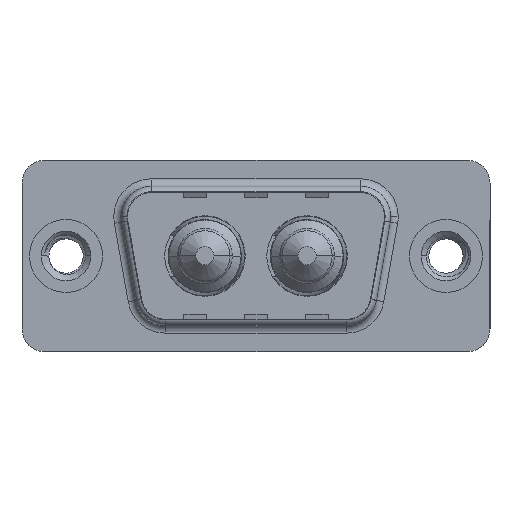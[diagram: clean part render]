
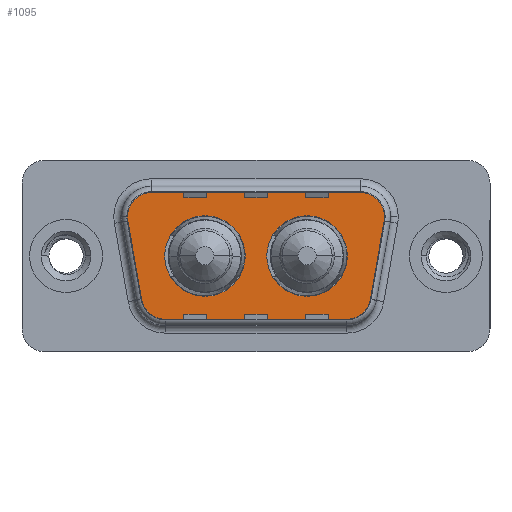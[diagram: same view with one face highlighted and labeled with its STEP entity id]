
A CAD part, top view. The second image highlights one B-rep face of the part: STEP entity #1095.
In plain terms, the highlighted planar face has unit normal (0, 0, 1).
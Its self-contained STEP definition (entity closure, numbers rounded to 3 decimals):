
#96 = CARTESIAN_POINT ( 'NONE',  ( 21.534, 2.553, 0. ) ) ;
#169 = EDGE_LOOP ( 'NONE', ( #877, #12457, #11237, #8464, #7598, #7424, #6020, #4587, #3544 ) ) ;
#204 = VERTEX_POINT ( 'NONE', #7217 ) ;
#322 = VECTOR ( 'NONE', #2632, 1000. ) ;
#493 = DIRECTION ( 'NONE',  ( -1., 0., 0. ) ) ;
#665 = DIRECTION ( 'NONE',  ( 0., 0., 1. ) ) ;
#679 = FACE_BOUND ( 'NONE', #7238, .T. ) ;
#729 = ORIENTED_EDGE ( 'NONE', *, *, #10884, .F. ) ;
#733 = DIRECTION ( 'NONE',  ( 1., 0., 0. ) ) ;
#795 = VERTEX_POINT ( 'NONE', #5822 ) ;
#823 = CARTESIAN_POINT ( 'NONE',  ( 9.14, 0., 0. ) ) ;
#877 = ORIENTED_EDGE ( 'NONE', *, *, #6002, .T. ) ;
#1063 = AXIS2_PLACEMENT_3D ( 'NONE', #12074, #5415, #13212 ) ;
#1095 = ADVANCED_FACE ( 'NONE', ( #9208, #679, #3248 ), #12419, .T. ) ;
#1283 = CARTESIAN_POINT ( 'NONE',  ( 6.49, 0., 0. ) ) ;
#1315 = CARTESIAN_POINT ( 'NONE',  ( 5.436, 4.9, 0. ) ) ;
#1342 = CARTESIAN_POINT ( 'NONE',  ( 18.541, -2.9, 0. ) ) ;
#1398 = CARTESIAN_POINT ( 'NONE',  ( 18.541, -2.9, 0. ) ) ;
#1476 = CARTESIAN_POINT ( 'NONE',  ( 21.564, 2.9, 0. ) ) ;
#1576 = DIRECTION ( 'NONE',  ( 0., 0., 1. ) ) ;
#1631 = AXIS2_PLACEMENT_3D ( 'NONE', #1398, #10033, #733 ) ;
#1729 = AXIS2_PLACEMENT_3D ( 'NONE', #11991, #12484, #12320 ) ;
#1901 = ORIENTED_EDGE ( 'NONE', *, *, #2655, .F. ) ;
#1992 = CIRCLE ( 'NONE', #2751, 2. ) ;
#2070 = EDGE_CURVE ( 'NONE', #204, #3636, #2735, .T. ) ;
#2155 = EDGE_CURVE ( 'NONE', #3636, #10100, #13371, .T. ) ;
#2519 = AXIS2_PLACEMENT_3D ( 'NONE', #8243, #1576, #9349 ) ;
#2632 = DIRECTION ( 'NONE',  ( 0.174, 0.985, 0. ) ) ;
#2655 = EDGE_CURVE ( 'NONE', #5576, #795, #12871, .T. ) ;
#2672 = CARTESIAN_POINT ( 'NONE',  ( 20.511, -3.247, 0. ) ) ;
#2735 = LINE ( 'NONE', #3445, #14224 ) ;
#2751 = AXIS2_PLACEMENT_3D ( 'NONE', #1342, #665, #5118 ) ;
#2790 = ORIENTED_EDGE ( 'NONE', *, *, #6350, .F. ) ;
#2803 = CIRCLE ( 'NONE', #4997, 2. ) ;
#3094 = LINE ( 'NONE', #8764, #6767 ) ;
#3189 = AXIS2_PLACEMENT_3D ( 'NONE', #6420, #6365, #8799 ) ;
#3241 = LINE ( 'NONE', #3704, #322 ) ;
#3248 = FACE_OUTER_BOUND ( 'NONE', #169, .T. ) ;
#3445 = CARTESIAN_POINT ( 'NONE',  ( 5.436, 4.9, 0. ) ) ;
#3544 = ORIENTED_EDGE ( 'NONE', *, *, #9829, .T. ) ;
#3636 = VERTEX_POINT ( 'NONE', #1315 ) ;
#3654 = VERTEX_POINT ( 'NONE', #1476 ) ;
#3704 = CARTESIAN_POINT ( 'NONE',  ( 21.534, 2.553, 0. ) ) ;
#3786 = CARTESIAN_POINT ( 'NONE',  ( 19.564, 2.9, 0. ) ) ;
#3974 = CARTESIAN_POINT ( 'NONE',  ( 6.459, -4.9, 0. ) ) ;
#4082 = VERTEX_POINT ( 'NONE', #96 ) ;
#4171 = VERTEX_POINT ( 'NONE', #4935 ) ;
#4180 = CIRCLE ( 'NONE', #7593, 2. ) ;
#4587 = ORIENTED_EDGE ( 'NONE', *, *, #13499, .T. ) ;
#4789 = CIRCLE ( 'NONE', #9928, 2.65 ) ;
#4913 = DIRECTION ( 'NONE',  ( -1., 0., 0. ) ) ;
#4935 = CARTESIAN_POINT ( 'NONE',  ( 11.79, 0., 0. ) ) ;
#4997 = AXIS2_PLACEMENT_3D ( 'NONE', #3786, #11579, #4913 ) ;
#5118 = DIRECTION ( 'NONE',  ( 1., 0., 0. ) ) ;
#5226 = CARTESIAN_POINT ( 'NONE',  ( 18.51, 0., 0. ) ) ;
#5415 = DIRECTION ( 'NONE',  ( 0., 0., 1. ) ) ;
#5576 = VERTEX_POINT ( 'NONE', #5226 ) ;
#5805 = VERTEX_POINT ( 'NONE', #3974 ) ;
#5822 = CARTESIAN_POINT ( 'NONE',  ( 13.21, 0., 0. ) ) ;
#5912 = DIRECTION ( 'NONE',  ( 0.174, -0.985, 0. ) ) ;
#6002 = EDGE_CURVE ( 'NONE', #12638, #8395, #1992, .T. ) ;
#6020 = ORIENTED_EDGE ( 'NONE', *, *, #7264, .T. ) ;
#6186 = VERTEX_POINT ( 'NONE', #6967 ) ;
#6350 = EDGE_CURVE ( 'NONE', #795, #5576, #14363, .T. ) ;
#6365 = DIRECTION ( 'NONE',  ( 0., 0., 1. ) ) ;
#6420 = CARTESIAN_POINT ( 'NONE',  ( 15.86, 0., 0. ) ) ;
#6454 = EDGE_CURVE ( 'NONE', #10047, #4171, #4789, .T. ) ;
#6767 = VECTOR ( 'NONE', #7660, 1000. ) ;
#6963 = EDGE_LOOP ( 'NONE', ( #1901, #2790 ) ) ;
#6967 = CARTESIAN_POINT ( 'NONE',  ( 4.489, -3.247, 0. ) ) ;
#7163 = DIRECTION ( 'NONE',  ( 0., 0., 1. ) ) ;
#7217 = CARTESIAN_POINT ( 'NONE',  ( 19.564, 4.9, 0. ) ) ;
#7238 = EDGE_LOOP ( 'NONE', ( #729, #8540 ) ) ;
#7264 = EDGE_CURVE ( 'NONE', #10100, #6186, #12031, .T. ) ;
#7424 = ORIENTED_EDGE ( 'NONE', *, *, #2155, .T. ) ;
#7593 = AXIS2_PLACEMENT_3D ( 'NONE', #13824, #7163, #493 ) ;
#7598 = ORIENTED_EDGE ( 'NONE', *, *, #2070, .T. ) ;
#7609 = CARTESIAN_POINT ( 'NONE',  ( 5.436, 2.9, 0. ) ) ;
#7660 = DIRECTION ( 'NONE',  ( 1., 0., 0. ) ) ;
#8243 = CARTESIAN_POINT ( 'NONE',  ( 9.14, 0., 0. ) ) ;
#8256 = AXIS2_PLACEMENT_3D ( 'NONE', #7609, #8857, #11601 ) ;
#8395 = VERTEX_POINT ( 'NONE', #2672 ) ;
#8464 = ORIENTED_EDGE ( 'NONE', *, *, #13114, .T. ) ;
#8540 = ORIENTED_EDGE ( 'NONE', *, *, #6454, .F. ) ;
#8599 = EDGE_CURVE ( 'NONE', #4082, #3654, #2803, .T. ) ;
#8764 = CARTESIAN_POINT ( 'NONE',  ( 6.459, -4.9, 0. ) ) ;
#8799 = DIRECTION ( 'NONE',  ( 1., 0., 0. ) ) ;
#8824 = CARTESIAN_POINT ( 'NONE',  ( 3.466, 2.553, 0. ) ) ;
#8857 = DIRECTION ( 'NONE',  ( 0., 0., 1. ) ) ;
#9208 = FACE_BOUND ( 'NONE', #6963, .T. ) ;
#9349 = DIRECTION ( 'NONE',  ( 1., 0., 0. ) ) ;
#9547 = CIRCLE ( 'NONE', #2519, 2.65 ) ;
#9829 = EDGE_CURVE ( 'NONE', #5805, #12638, #3094, .T. ) ;
#9928 = AXIS2_PLACEMENT_3D ( 'NONE', #823, #11665, #11635 ) ;
#10033 = DIRECTION ( 'NONE',  ( 0., 0., 1. ) ) ;
#10047 = VERTEX_POINT ( 'NONE', #1283 ) ;
#10100 = VERTEX_POINT ( 'NONE', #11349 ) ;
#10856 = EDGE_CURVE ( 'NONE', #8395, #4082, #3241, .T. ) ;
#10884 = EDGE_CURVE ( 'NONE', #4171, #10047, #9547, .T. ) ;
#11237 = ORIENTED_EDGE ( 'NONE', *, *, #8599, .T. ) ;
#11349 = CARTESIAN_POINT ( 'NONE',  ( 3.466, 2.553, 0. ) ) ;
#11579 = DIRECTION ( 'NONE',  ( 0., 0., 1. ) ) ;
#11601 = DIRECTION ( 'NONE',  ( 1., 0., 0. ) ) ;
#11635 = DIRECTION ( 'NONE',  ( 1., 0., 0. ) ) ;
#11665 = DIRECTION ( 'NONE',  ( 0., 0., 1. ) ) ;
#11684 = CARTESIAN_POINT ( 'NONE',  ( 18.541, -4.9, 0. ) ) ;
#11828 = CIRCLE ( 'NONE', #1063, 2. ) ;
#11991 = CARTESIAN_POINT ( 'NONE',  ( 15.86, 0., 0. ) ) ;
#12031 = LINE ( 'NONE', #8824, #14319 ) ;
#12074 = CARTESIAN_POINT ( 'NONE',  ( 6.459, -2.9, 0. ) ) ;
#12320 = DIRECTION ( 'NONE',  ( 1., 0., 0. ) ) ;
#12419 = PLANE ( 'NONE',  #1631 ) ;
#12457 = ORIENTED_EDGE ( 'NONE', *, *, #10856, .T. ) ;
#12484 = DIRECTION ( 'NONE',  ( 0., 0., 1. ) ) ;
#12638 = VERTEX_POINT ( 'NONE', #11684 ) ;
#12871 = CIRCLE ( 'NONE', #3189, 2.65 ) ;
#13114 = EDGE_CURVE ( 'NONE', #3654, #204, #4180, .T. ) ;
#13212 = DIRECTION ( 'NONE',  ( -1., 0., 0. ) ) ;
#13371 = CIRCLE ( 'NONE', #8256, 2. ) ;
#13499 = EDGE_CURVE ( 'NONE', #6186, #5805, #11828, .T. ) ;
#13610 = DIRECTION ( 'NONE',  ( -1., 0., 0. ) ) ;
#13824 = CARTESIAN_POINT ( 'NONE',  ( 19.564, 2.9, 0. ) ) ;
#14224 = VECTOR ( 'NONE', #13610, 1000. ) ;
#14319 = VECTOR ( 'NONE', #5912, 1000. ) ;
#14363 = CIRCLE ( 'NONE', #1729, 2.65 ) ;
